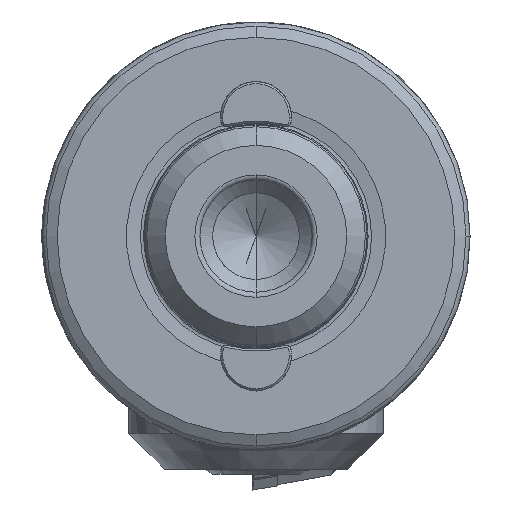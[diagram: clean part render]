
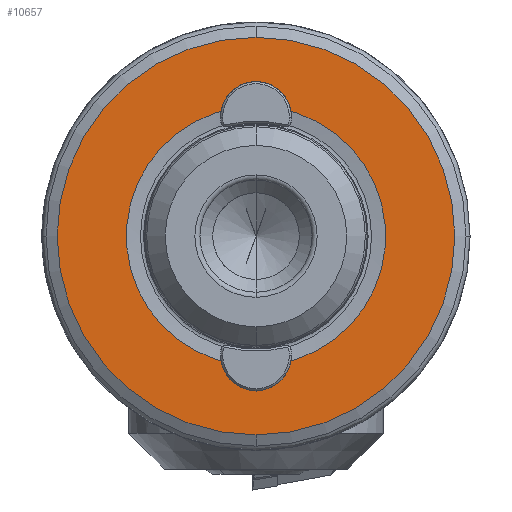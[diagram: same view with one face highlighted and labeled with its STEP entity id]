
A CAD part, left-side view. The second image highlights one B-rep face of the part: STEP entity #10657.
In plain terms, the highlighted planar face has unit normal (-1, 0, 0).
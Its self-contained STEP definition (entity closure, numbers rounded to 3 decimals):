
#88 = CARTESIAN_POINT ( 'NONE',  ( 0., 0., 0. ) ) ;
#266 = DIRECTION ( 'NONE',  ( -1., 0., 0. ) ) ;
#725 = CIRCLE ( 'NONE', #10508, 2. ) ;
#1111 = DIRECTION ( 'NONE',  ( -1., 0., 0. ) ) ;
#1276 = PLANE ( 'NONE',  #6961 ) ;
#1624 = DIRECTION ( 'NONE',  ( 0., 0., 1. ) ) ;
#2002 = EDGE_CURVE ( 'NONE', #18987, #15195, #25211, .T. ) ;
#2508 = DIRECTION ( 'NONE',  ( 0., 0., 1. ) ) ;
#2791 = CIRCLE ( 'NONE', #15482, 19.5 ) ;
#3318 = ORIENTED_EDGE ( 'NONE', *, *, #11813, .T. ) ;
#3373 = AXIS2_PLACEMENT_3D ( 'NONE', #30475, #16049, #1624 ) ;
#3698 = DIRECTION ( 'NONE',  ( 0., 0., -1. ) ) ;
#3741 = AXIS2_PLACEMENT_3D ( 'NONE', #19598, #5203, #22000 ) ;
#4171 = EDGE_CURVE ( 'NONE', #20502, #4946, #30458, .T. ) ;
#4625 = CARTESIAN_POINT ( 'NONE',  ( 0., 0., 15.2 ) ) ;
#4946 = VERTEX_POINT ( 'NONE', #15176 ) ;
#5088 = VERTEX_POINT ( 'NONE', #8715 ) ;
#5203 = DIRECTION ( 'NONE',  ( -1., 0., 0. ) ) ;
#5539 = CIRCLE ( 'NONE', #16196, 12.715 ) ;
#5715 = EDGE_LOOP ( 'NONE', ( #29939, #3318 ) ) ;
#5891 = VERTEX_POINT ( 'NONE', #26172 ) ;
#6961 = AXIS2_PLACEMENT_3D ( 'NONE', #22834, #18109, #3698 ) ;
#7654 = DIRECTION ( 'NONE',  ( -1., 0., 0. ) ) ;
#8715 = CARTESIAN_POINT ( 'NONE',  ( 0., 0., -19.5 ) ) ;
#9335 = VERTEX_POINT ( 'NONE', #19717 ) ;
#10508 = AXIS2_PLACEMENT_3D ( 'NONE', #14701, #266, #17097 ) ;
#10657 = ADVANCED_FACE ( 'NONE', ( #11666, #17981 ), #1276, .F. ) ;
#11181 = CARTESIAN_POINT ( 'NONE',  ( 0., 0., 13.2 ) ) ;
#11666 = FACE_BOUND ( 'NONE', #11914, .T. ) ;
#11813 = EDGE_CURVE ( 'NONE', #5891, #5088, #26582, .T. ) ;
#11914 = EDGE_LOOP ( 'NONE', ( #23083, #26004, #12832, #20418, #30850, #12458 ) ) ;
#12334 = CARTESIAN_POINT ( 'NONE',  ( 0., 0., 0. ) ) ;
#12458 = ORIENTED_EDGE ( 'NONE', *, *, #19325, .F. ) ;
#12832 = ORIENTED_EDGE ( 'NONE', *, *, #2002, .F. ) ;
#13534 = DIRECTION ( 'NONE',  ( 0., 0., 1. ) ) ;
#14380 = CIRCLE ( 'NONE', #3741, 2. ) ;
#14701 = CARTESIAN_POINT ( 'NONE',  ( 0., 0., 13.2 ) ) ;
#14713 = DIRECTION ( 'NONE',  ( 0., 0., 1. ) ) ;
#15176 = CARTESIAN_POINT ( 'NONE',  ( 0., -1.899, -12.572 ) ) ;
#15195 = VERTEX_POINT ( 'NONE', #4625 ) ;
#15482 = AXIS2_PLACEMENT_3D ( 'NONE', #12334, #29113, #14713 ) ;
#15533 = CARTESIAN_POINT ( 'NONE',  ( 0., 0., 0. ) ) ;
#15616 = AXIS2_PLACEMENT_3D ( 'NONE', #11181, #27929, #13534 ) ;
#16049 = DIRECTION ( 'NONE',  ( -1., 0., 0. ) ) ;
#16196 = AXIS2_PLACEMENT_3D ( 'NONE', #15533, #1111, #17927 ) ;
#16929 = DIRECTION ( 'NONE',  ( -1., 0., 0. ) ) ;
#17095 = AXIS2_PLACEMENT_3D ( 'NONE', #88, #16929, #2508 ) ;
#17097 = DIRECTION ( 'NONE',  ( 0., 0., 1. ) ) ;
#17927 = DIRECTION ( 'NONE',  ( 0., 0., 1. ) ) ;
#17981 = FACE_OUTER_BOUND ( 'NONE', #5715, .T. ) ;
#18109 = DIRECTION ( 'NONE',  ( 1., 0., 0. ) ) ;
#18249 = CIRCLE ( 'NONE', #27948, 12.715 ) ;
#18987 = VERTEX_POINT ( 'NONE', #27712 ) ;
#19325 = EDGE_CURVE ( 'NONE', #20289, #20502, #14380, .T. ) ;
#19598 = CARTESIAN_POINT ( 'NONE',  ( 0., 0., -13.2 ) ) ;
#19717 = CARTESIAN_POINT ( 'NONE',  ( 0., 1.899, 12.572 ) ) ;
#20289 = VERTEX_POINT ( 'NONE', #27859 ) ;
#20418 = ORIENTED_EDGE ( 'NONE', *, *, #26069, .F. ) ;
#20502 = VERTEX_POINT ( 'NONE', #23828 ) ;
#21971 = CARTESIAN_POINT ( 'NONE',  ( 0., 0., 0. ) ) ;
#22000 = DIRECTION ( 'NONE',  ( 0., 0., 1. ) ) ;
#22834 = CARTESIAN_POINT ( 'NONE',  ( 0., 0., -12.715 ) ) ;
#23083 = ORIENTED_EDGE ( 'NONE', *, *, #23544, .F. ) ;
#23544 = EDGE_CURVE ( 'NONE', #9335, #20289, #5539, .T. ) ;
#23828 = CARTESIAN_POINT ( 'NONE',  ( 0., 0., -15.2 ) ) ;
#24395 = DIRECTION ( 'NONE',  ( 0., 0., 1. ) ) ;
#25211 = CIRCLE ( 'NONE', #15616, 2. ) ;
#26004 = ORIENTED_EDGE ( 'NONE', *, *, #30995, .F. ) ;
#26069 = EDGE_CURVE ( 'NONE', #4946, #18987, #18249, .T. ) ;
#26172 = CARTESIAN_POINT ( 'NONE',  ( 0., 0., 19.5 ) ) ;
#26571 = EDGE_CURVE ( 'NONE', #5088, #5891, #2791, .T. ) ;
#26582 = CIRCLE ( 'NONE', #17095, 19.5 ) ;
#27712 = CARTESIAN_POINT ( 'NONE',  ( 0., -1.899, 12.572 ) ) ;
#27859 = CARTESIAN_POINT ( 'NONE',  ( 0., 1.899, -12.572 ) ) ;
#27929 = DIRECTION ( 'NONE',  ( -1., 0., 0. ) ) ;
#27948 = AXIS2_PLACEMENT_3D ( 'NONE', #21971, #7654, #24395 ) ;
#29113 = DIRECTION ( 'NONE',  ( -1., 0., 0. ) ) ;
#29939 = ORIENTED_EDGE ( 'NONE', *, *, #26571, .T. ) ;
#30458 = CIRCLE ( 'NONE', #3373, 2. ) ;
#30475 = CARTESIAN_POINT ( 'NONE',  ( 0., 0., -13.2 ) ) ;
#30850 = ORIENTED_EDGE ( 'NONE', *, *, #4171, .F. ) ;
#30995 = EDGE_CURVE ( 'NONE', #15195, #9335, #725, .T. ) ;
